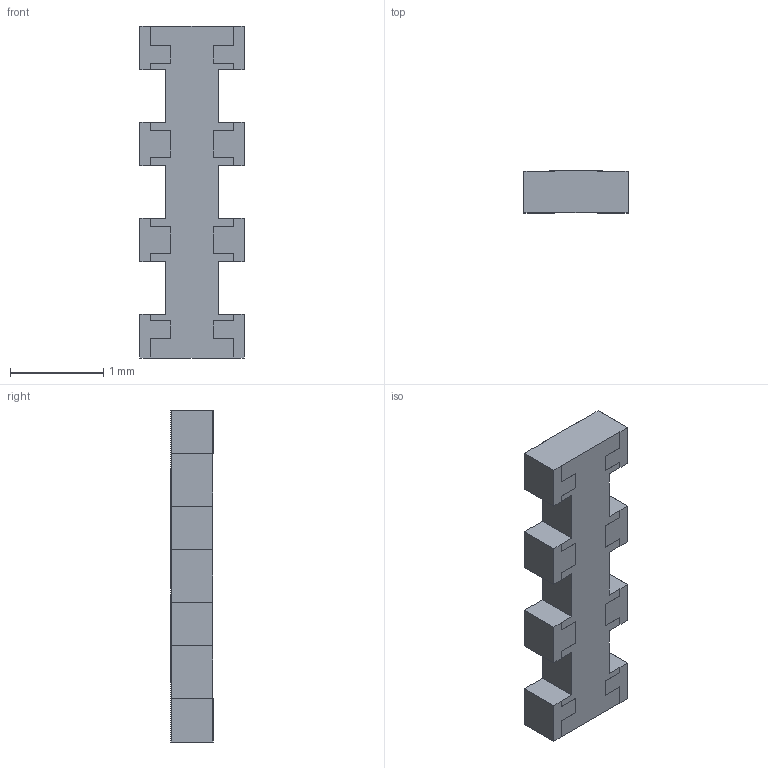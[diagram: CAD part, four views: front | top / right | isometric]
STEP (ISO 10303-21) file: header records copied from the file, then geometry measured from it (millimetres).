
FILE_DESCRIPTION (( 'STEP AP214' ), '1' );
FILE_NAME ('RS_YC104_L1.5W0.7T0.45.STEP', '2025-07-15T14:45:02', ( '' ), ( '' ), 'SwSTEP 2.0', 'SolidWorks 2021', '' );
FILE_SCHEMA (( 'AUTOMOTIVE_DESIGN' ));
Length unit declared in the file: millimetre
Products named in the file (1): RS_YC104_L1.5W0.7T0.45
Bounding box: 1.12 x 0.45 x 3.56 mm (x, y, z)
Volume: 1.4 mm3; surface area: 16.6 mm2
Topology: 14 solids, 14 shells, 257 faces, 671 edges, 442 vertices
Faces by surface type: plane 249, bspline 8
Entity records: 9877 total; most frequent: CARTESIAN_POINT 1481, ORIENTED_EDGE 1342, DIRECTION 1155, EDGE_CURVE 671, LINE 655, VECTOR 655, VERTEX_POINT 442, EDGE_LOOP 261
